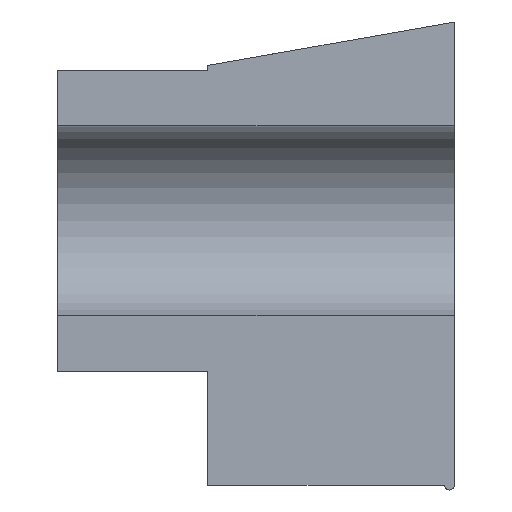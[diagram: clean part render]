
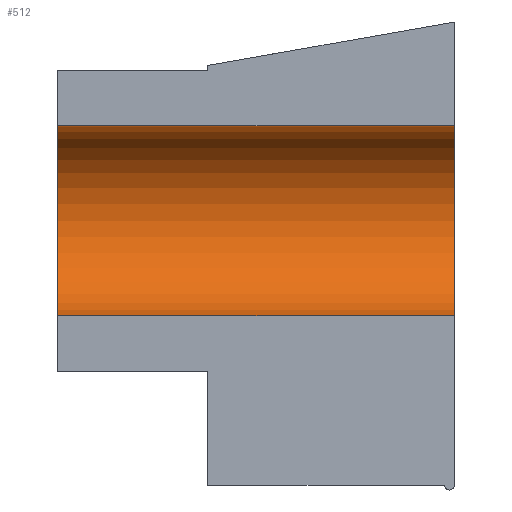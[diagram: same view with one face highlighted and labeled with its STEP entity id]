
A CAD part, left-side view. The second image highlights one B-rep face of the part: STEP entity #512.
In plain terms, the highlighted cylindrical face has radius 1.9 mm (diameter 3.8 mm), a partial arc.
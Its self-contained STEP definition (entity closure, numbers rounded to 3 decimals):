
#24=CIRCLE('',#560,1.9);
#25=CIRCLE('',#564,1.9);
#33=CYLINDRICAL_SURFACE('',#563,1.9);
#46=FACE_OUTER_BOUND('',#74,.T.);
#74=EDGE_LOOP('',(#370,#371,#372,#373));
#113=LINE('',#798,#172);
#114=LINE('',#799,#173);
#172=VECTOR('',#649,10.);
#173=VECTOR('',#650,10.);
#227=VERTEX_POINT('',#777);
#228=VERTEX_POINT('',#779);
#233=VERTEX_POINT('',#795);
#234=VERTEX_POINT('',#796);
#279=EDGE_CURVE('',#227,#228,#24,.T.);
#287=EDGE_CURVE('',#233,#234,#25,.T.);
#288=EDGE_CURVE('',#233,#228,#113,.T.);
#289=EDGE_CURVE('',#234,#227,#114,.T.);
#370=ORIENTED_EDGE('',*,*,#287,.F.);
#371=ORIENTED_EDGE('',*,*,#288,.T.);
#372=ORIENTED_EDGE('',*,*,#279,.F.);
#373=ORIENTED_EDGE('',*,*,#289,.F.);
#512=ADVANCED_FACE('',(#46),#33,.F.);
#560=AXIS2_PLACEMENT_3D('',#780,#632,#633);
#563=AXIS2_PLACEMENT_3D('',#794,#645,#646);
#564=AXIS2_PLACEMENT_3D('',#797,#647,#648);
#632=DIRECTION('center_axis',(0.,-1.,0.));
#633=DIRECTION('ref_axis',(0.,0.,1.));
#645=DIRECTION('center_axis',(0.,-1.,0.));
#646=DIRECTION('ref_axis',(0.,0.,1.));
#647=DIRECTION('center_axis',(0.,1.,0.));
#648=DIRECTION('ref_axis',(0.,0.,1.));
#649=DIRECTION('',(0.,1.,0.));
#650=DIRECTION('',(0.,1.,0.));
#777=CARTESIAN_POINT('',(-37.6,7.43,-204.733));
#779=CARTESIAN_POINT('',(-37.6,7.43,-200.933));
#780=CARTESIAN_POINT('Origin',(-37.6,7.43,-202.833));
#794=CARTESIAN_POINT('Origin',(-37.6,4.43,-202.833));
#795=CARTESIAN_POINT('',(-37.6,-0.505,-200.933));
#796=CARTESIAN_POINT('',(-37.6,-0.505,-204.733));
#797=CARTESIAN_POINT('Origin',(-37.6,-0.505,-202.833));
#798=CARTESIAN_POINT('',(-37.6,4.43,-200.933));
#799=CARTESIAN_POINT('',(-37.6,4.43,-204.733));
